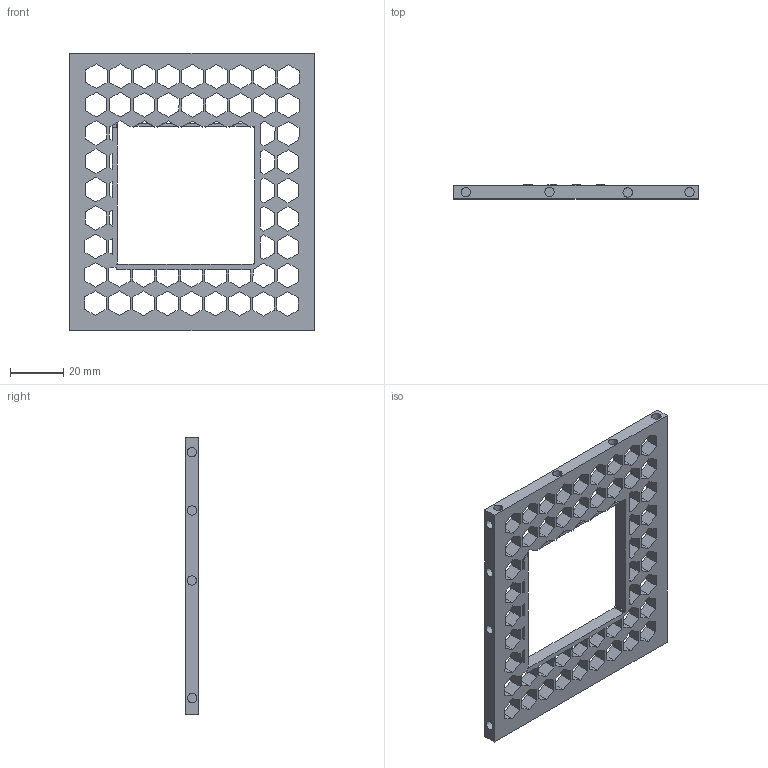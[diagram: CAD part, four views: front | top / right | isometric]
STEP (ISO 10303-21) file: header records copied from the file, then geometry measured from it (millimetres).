
FILE_DESCRIPTION(/* description */ (''),/* implementation_level */ '2;1');
FILE_NAME(/* name */ 'back_top_lid.step',/* time_stamp */ '2025-08-08T03:44:13+05:30',/* author */ (''),/* organization */ (''),/* preprocessor_version */ 'ST-DEVELOPER v20.1',/* originating_system */ 'Autodesk Translation Framework v14.10.0.0',/* authorisation */ '');
FILE_SCHEMA (('AUTOMOTIVE_DESIGN { 1 0 10303 214 3 1 1 }'));
Length unit declared in the file: millimetre
Products named in the file (1): 2025-08-08-03-44-13-449
Bounding box: 91.6 x 5.11 x 104 mm (x, y, z)
Volume: 20334.6 mm3; surface area: 19152.9 mm2
Topology: 1 solids, 1 shells, 471 faces, 1441 edges, 974 vertices
Faces by surface type: plane 459, cylinder 12
Full cylindrical faces by diameter (mm): 3.5 x12
Entity records: 16120 total; most frequent: CARTESIAN_POINT 2887, ORIENTED_EDGE 2882, DIRECTION 2409, EDGE_CURVE 1441, LINE 1417, VECTOR 1417, VERTEX_POINT 974, EDGE_LOOP 597
